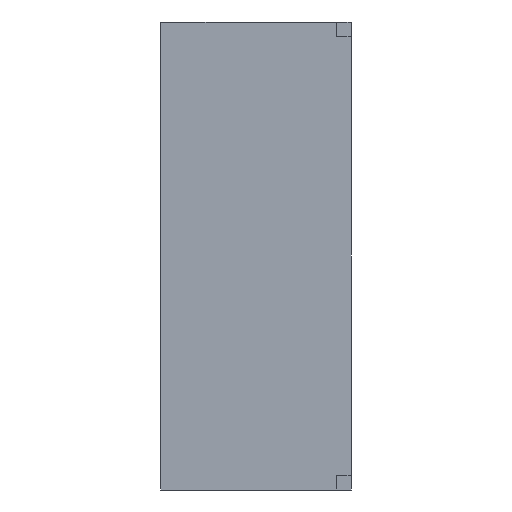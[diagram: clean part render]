
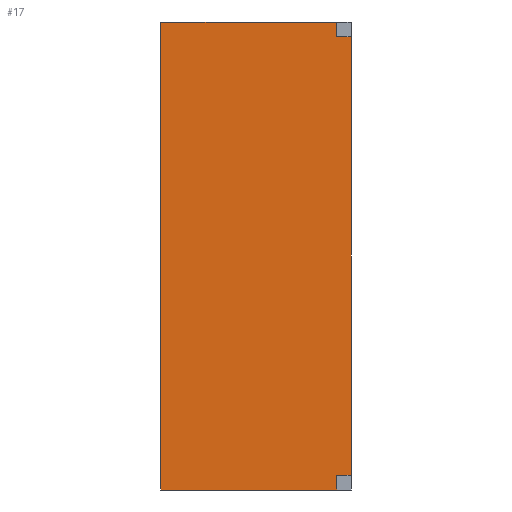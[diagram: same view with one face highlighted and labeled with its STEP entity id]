
A CAD part, front view. The second image highlights one B-rep face of the part: STEP entity #17.
In plain terms, the highlighted planar face has unit normal (0, -1, 0).
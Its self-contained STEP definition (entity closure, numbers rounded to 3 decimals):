
#17 = ADVANCED_FACE ( 'NONE', ( #937 ), #211, .F. ) ;
#63 = EDGE_CURVE ( 'NONE', #1323, #1171, #1260, .T. ) ;
#72 = VERTEX_POINT ( 'NONE', #545 ) ;
#92 = DIRECTION ( 'NONE',  ( -1., 0., 0. ) ) ;
#110 = LINE ( 'NONE', #411, #904 ) ;
#122 = VECTOR ( 'NONE', #1297, 1000. ) ;
#195 = ORIENTED_EDGE ( 'NONE', *, *, #885, .F. ) ;
#198 = LINE ( 'NONE', #418, #1264 ) ;
#211 = PLANE ( 'NONE',  #785 ) ;
#277 = CARTESIAN_POINT ( 'NONE',  ( -32.5, -2.5, 79.9 ) ) ;
#336 = LINE ( 'NONE', #1086, #1044 ) ;
#372 = ORIENTED_EDGE ( 'NONE', *, *, #412, .F. ) ;
#401 = ORIENTED_EDGE ( 'NONE', *, *, #1321, .F. ) ;
#411 = CARTESIAN_POINT ( 'NONE',  ( -32.5, -2.5, -79.9 ) ) ;
#412 = EDGE_CURVE ( 'NONE', #1171, #942, #760, .T. ) ;
#418 = CARTESIAN_POINT ( 'NONE',  ( 32.5, -2.5, -79.9 ) ) ;
#432 = ORIENTED_EDGE ( 'NONE', *, *, #569, .F. ) ;
#468 = EDGE_CURVE ( 'NONE', #554, #701, #753, .T. ) ;
#478 = DIRECTION ( 'NONE',  ( 1., 0., 0. ) ) ;
#513 = ORIENTED_EDGE ( 'NONE', *, *, #923, .F. ) ;
#526 = ORIENTED_EDGE ( 'NONE', *, *, #468, .F. ) ;
#536 = DIRECTION ( 'NONE',  ( 0., 1., 0. ) ) ;
#545 = CARTESIAN_POINT ( 'NONE',  ( 32.5, -2.5, 74.9 ) ) ;
#554 = VERTEX_POINT ( 'NONE', #1236 ) ;
#569 = EDGE_CURVE ( 'NONE', #942, #72, #1327, .T. ) ;
#588 = VERTEX_POINT ( 'NONE', #699 ) ;
#595 = CARTESIAN_POINT ( 'NONE',  ( 27.5, -2.5, 79.9 ) ) ;
#611 = DIRECTION ( 'NONE',  ( 1., 0., 0. ) ) ;
#639 = CARTESIAN_POINT ( 'NONE',  ( 27.5, -2.5, -79.9 ) ) ;
#670 = VECTOR ( 'NONE', #611, 1000. ) ;
#699 = CARTESIAN_POINT ( 'NONE',  ( 32.5, -2.5, -74.9 ) ) ;
#701 = VERTEX_POINT ( 'NONE', #1373 ) ;
#743 = VECTOR ( 'NONE', #1404, 1000. ) ;
#751 = CARTESIAN_POINT ( 'NONE',  ( -32.5, -2.5, 79.9 ) ) ;
#753 = LINE ( 'NONE', #639, #743 ) ;
#754 = EDGE_LOOP ( 'NONE', ( #1164, #401, #432, #372, #1378, #195, #513, #526 ) ) ;
#760 = LINE ( 'NONE', #1003, #1065 ) ;
#772 = VERTEX_POINT ( 'NONE', #1259 ) ;
#785 = AXIS2_PLACEMENT_3D ( 'NONE', #832, #536, #930 ) ;
#832 = CARTESIAN_POINT ( 'NONE',  ( 0., -2.5, 0. ) ) ;
#885 = EDGE_CURVE ( 'NONE', #772, #1323, #336, .T. ) ;
#904 = VECTOR ( 'NONE', #92, 1000. ) ;
#923 = EDGE_CURVE ( 'NONE', #701, #772, #110, .T. ) ;
#930 = DIRECTION ( 'NONE',  ( 0., 0., 1. ) ) ;
#937 = FACE_OUTER_BOUND ( 'NONE', #754, .T. ) ;
#942 = VERTEX_POINT ( 'NONE', #1102 ) ;
#995 = DIRECTION ( 'NONE',  ( 0., 0., -1. ) ) ;
#1003 = CARTESIAN_POINT ( 'NONE',  ( 27.5, -2.5, 79.9 ) ) ;
#1044 = VECTOR ( 'NONE', #1320, 1000. ) ;
#1065 = VECTOR ( 'NONE', #995, 1000. ) ;
#1077 = CARTESIAN_POINT ( 'NONE',  ( 32.5, -2.5, -74.9 ) ) ;
#1086 = CARTESIAN_POINT ( 'NONE',  ( -32.5, -2.5, -79.9 ) ) ;
#1095 = LINE ( 'NONE', #1077, #122 ) ;
#1102 = CARTESIAN_POINT ( 'NONE',  ( 27.5, -2.5, 74.9 ) ) ;
#1129 = CARTESIAN_POINT ( 'NONE',  ( 32.5, -2.5, 74.9 ) ) ;
#1164 = ORIENTED_EDGE ( 'NONE', *, *, #1302, .F. ) ;
#1171 = VERTEX_POINT ( 'NONE', #595 ) ;
#1191 = DIRECTION ( 'NONE',  ( 0., 0., -1. ) ) ;
#1236 = CARTESIAN_POINT ( 'NONE',  ( 27.5, -2.5, -74.9 ) ) ;
#1259 = CARTESIAN_POINT ( 'NONE',  ( -32.5, -2.5, -79.9 ) ) ;
#1260 = LINE ( 'NONE', #277, #670 ) ;
#1264 = VECTOR ( 'NONE', #1191, 1000. ) ;
#1297 = DIRECTION ( 'NONE',  ( -1., 0., 0. ) ) ;
#1302 = EDGE_CURVE ( 'NONE', #588, #554, #1095, .T. ) ;
#1315 = VECTOR ( 'NONE', #478, 1000. ) ;
#1320 = DIRECTION ( 'NONE',  ( 0., 0., 1. ) ) ;
#1321 = EDGE_CURVE ( 'NONE', #72, #588, #198, .T. ) ;
#1323 = VERTEX_POINT ( 'NONE', #751 ) ;
#1327 = LINE ( 'NONE', #1129, #1315 ) ;
#1373 = CARTESIAN_POINT ( 'NONE',  ( 27.5, -2.5, -79.9 ) ) ;
#1378 = ORIENTED_EDGE ( 'NONE', *, *, #63, .F. ) ;
#1404 = DIRECTION ( 'NONE',  ( 0., 0., -1. ) ) ;
